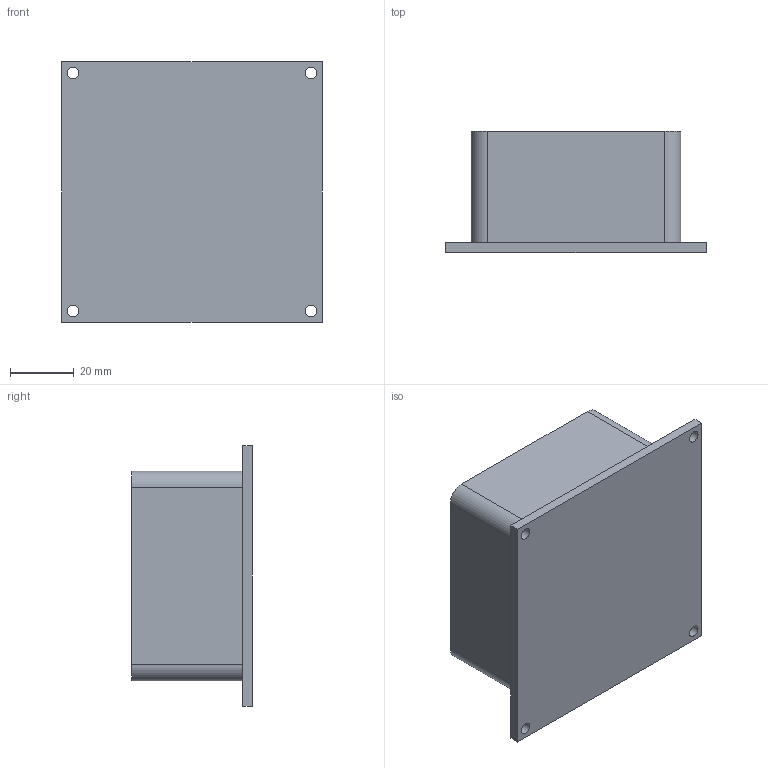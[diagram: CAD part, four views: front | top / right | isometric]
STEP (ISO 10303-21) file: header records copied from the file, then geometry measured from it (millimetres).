
FILE_DESCRIPTION(/* description */ (''),/* implementation_level */ '2;1');
FILE_NAME(/* name */ 'Aluminium Container 0805.stp',/* time_stamp */ '2022-08-08T09:34:15+02:00',/* author */ ('Administrator'),/* organization */ (''),/* preprocessor_version */ 'ST-DEVELOPER v18',/* originating_system */ 'Autodesk Inventor 2020',/* authorisation */ '');
FILE_SCHEMA (('AUTOMOTIVE_DESIGN { 1 0 10303 214 3 1 1 }'));
Length unit declared in the file: millimetre
Products named in the file (1): Aluminium Container 0805
Bounding box: 82 x 38 x 82 mm (x, y, z)
Volume: 146574.2 mm3; surface area: 32837.2 mm2
Topology: 1 solids, 1 shells, 35 faces, 88 edges, 64 vertices
Faces by surface type: plane 19, cylinder 16
Full cylindrical faces by diameter (mm): 3.7 x4, 10.7 x8
Entity records: 1155 total; most frequent: DIRECTION 208, CARTESIAN_POINT 188, ORIENTED_EDGE 176, EDGE_CURVE 88, AXIS2_PLACEMENT_3D 84, VERTEX_POINT 64, EDGE_LOOP 52, CIRCLE 48
